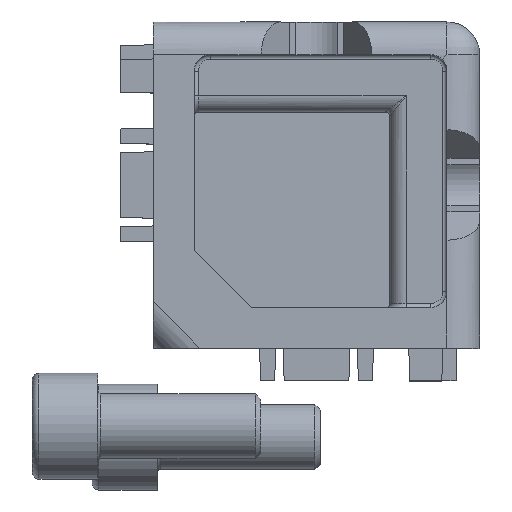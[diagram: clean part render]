
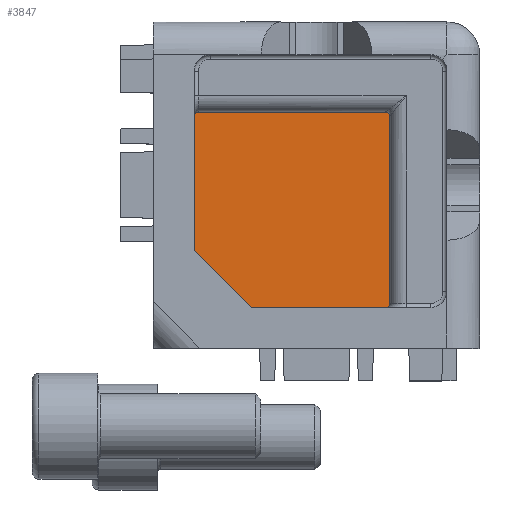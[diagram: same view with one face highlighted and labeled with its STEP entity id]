
A CAD part, top view. The second image highlights one B-rep face of the part: STEP entity #3847.
In plain terms, the highlighted planar face has unit normal (0, 0, 1).
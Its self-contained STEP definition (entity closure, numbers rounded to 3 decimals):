
#48 = VERTEX_POINT ( 'NONE', #2843 ) ;
#130 = LINE ( 'NONE', #2630, #2867 ) ;
#163 = ORIENTED_EDGE ( 'NONE', *, *, #6222, .F. ) ;
#218 = ORIENTED_EDGE ( 'NONE', *, *, #6252, .T. ) ;
#247 = DIRECTION ( 'NONE',  ( 1., 0., 0. ) ) ;
#265 = CARTESIAN_POINT ( 'NONE',  ( 8.5, 9., 5. ) ) ;
#269 = EDGE_CURVE ( 'NONE', #6452, #48, #6135, .T. ) ;
#476 = VECTOR ( 'NONE', #6100, 1000. ) ;
#650 = DIRECTION ( 'NONE',  ( 0., 0., 1. ) ) ;
#700 = CARTESIAN_POINT ( 'NONE',  ( 9., 9., 5. ) ) ;
#704 = CARTESIAN_POINT ( 'NONE',  ( -14.5, 9., 5. ) ) ;
#764 = CARTESIAN_POINT ( 'NONE',  ( -15., 5., 5. ) ) ;
#907 = VERTEX_POINT ( 'NONE', #4167 ) ;
#962 = DIRECTION ( 'NONE',  ( 0., -1., 0. ) ) ;
#1022 = CARTESIAN_POINT ( 'NONE',  ( 9., -14.5, 5. ) ) ;
#1076 = VERTEX_POINT ( 'NONE', #5676 ) ;
#1231 = DIRECTION ( 'NONE',  ( 1., 0., 0. ) ) ;
#1235 = DIRECTION ( 'NONE',  ( -1., 0., 0. ) ) ;
#1325 = VERTEX_POINT ( 'NONE', #265 ) ;
#1431 = ORIENTED_EDGE ( 'NONE', *, *, #5779, .T. ) ;
#1472 = EDGE_CURVE ( 'NONE', #4469, #1325, #6364, .T. ) ;
#1553 = CIRCLE ( 'NONE', #5726, 0.5 ) ;
#1661 = DIRECTION ( 'NONE',  ( 0., 0., 1. ) ) ;
#1794 = DIRECTION ( 'NONE',  ( 1., 0., 0. ) ) ;
#1828 = FACE_OUTER_BOUND ( 'NONE', #2483, .T. ) ;
#1902 = DIRECTION ( 'NONE',  ( 1., 0., 0. ) ) ;
#1904 = DIRECTION ( 'NONE',  ( 0., -1., 0. ) ) ;
#1923 = EDGE_CURVE ( 'NONE', #1076, #6043, #4823, .T. ) ;
#1998 = CIRCLE ( 'NONE', #4189, 0.5 ) ;
#2095 = LINE ( 'NONE', #6122, #3027 ) ;
#2126 = AXIS2_PLACEMENT_3D ( 'NONE', #5102, #1661, #1794 ) ;
#2483 = EDGE_LOOP ( 'NONE', ( #3544, #5812, #3888, #218, #3516, #5482, #4456, #1431, #5820, #5813, #163 ) ) ;
#2630 = CARTESIAN_POINT ( 'NONE',  ( 5., -20., 5. ) ) ;
#2681 = VERTEX_POINT ( 'NONE', #764 ) ;
#2686 = EDGE_CURVE ( 'NONE', #3265, #48, #2095, .T. ) ;
#2691 = CARTESIAN_POINT ( 'NONE',  ( -15., 9., 5. ) ) ;
#2822 = CARTESIAN_POINT ( 'NONE',  ( 5., -15., 5. ) ) ;
#2843 = CARTESIAN_POINT ( 'NONE',  ( -20., -20., 5. ) ) ;
#2867 = VECTOR ( 'NONE', #6188, 1000. ) ;
#2966 = EDGE_CURVE ( 'NONE', #2681, #907, #5936, .T. ) ;
#3027 = VECTOR ( 'NONE', #3767, 1000. ) ;
#3265 = VERTEX_POINT ( 'NONE', #6013 ) ;
#3341 = LINE ( 'NONE', #4125, #476 ) ;
#3480 = LINE ( 'NONE', #700, #3649 ) ;
#3516 = ORIENTED_EDGE ( 'NONE', *, *, #1472, .F. ) ;
#3544 = ORIENTED_EDGE ( 'NONE', *, *, #1923, .F. ) ;
#3649 = VECTOR ( 'NONE', #1904, 1000. ) ;
#3730 = CIRCLE ( 'NONE', #6310, 0.5 ) ;
#3767 = DIRECTION ( 'NONE',  ( -1., 0., 0. ) ) ;
#3847 = ADVANCED_FACE ( 'NONE', ( #1828 ), #3996, .T. ) ;
#3888 = ORIENTED_EDGE ( 'NONE', *, *, #5139, .F. ) ;
#3939 = VERTEX_POINT ( 'NONE', #1022 ) ;
#3974 = VECTOR ( 'NONE', #1902, 1000. ) ;
#3996 = PLANE ( 'NONE',  #2126 ) ;
#4104 = DIRECTION ( 'NONE',  ( 0., 0., 1. ) ) ;
#4125 = CARTESIAN_POINT ( 'NONE',  ( 5., 5., 5. ) ) ;
#4167 = CARTESIAN_POINT ( 'NONE',  ( -15., 8.5, 5. ) ) ;
#4189 = AXIS2_PLACEMENT_3D ( 'NONE', #6003, #650, #4925 ) ;
#4318 = EDGE_CURVE ( 'NONE', #4469, #907, #1553, .T. ) ;
#4361 = DIRECTION ( 'NONE',  ( 0., 0., 1. ) ) ;
#4425 = CARTESIAN_POINT ( 'NONE',  ( 8.5, 8.5, 5. ) ) ;
#4452 = VECTOR ( 'NONE', #1235, 1000. ) ;
#4456 = ORIENTED_EDGE ( 'NONE', *, *, #2966, .F. ) ;
#4469 = VERTEX_POINT ( 'NONE', #704 ) ;
#4525 = CARTESIAN_POINT ( 'NONE',  ( -15., -8., 5. ) ) ;
#4692 = CARTESIAN_POINT ( 'NONE',  ( -20., 5., 5. ) ) ;
#4823 = LINE ( 'NONE', #6629, #4452 ) ;
#4925 = DIRECTION ( 'NONE',  ( 1., 0., 0. ) ) ;
#5102 = CARTESIAN_POINT ( 'NONE',  ( 0., 0., 5. ) ) ;
#5132 = VECTOR ( 'NONE', #6642, 1000. ) ;
#5139 = EDGE_CURVE ( 'NONE', #6780, #3939, #3480, .T. ) ;
#5213 = CARTESIAN_POINT ( 'NONE',  ( -20., -20., 5. ) ) ;
#5472 = CARTESIAN_POINT ( 'NONE',  ( 9., 8.5, 5. ) ) ;
#5480 = CARTESIAN_POINT ( 'NONE',  ( -14.5, 8.5, 5. ) ) ;
#5482 = ORIENTED_EDGE ( 'NONE', *, *, #4318, .T. ) ;
#5676 = CARTESIAN_POINT ( 'NONE',  ( 8.5, -15., 5. ) ) ;
#5726 = AXIS2_PLACEMENT_3D ( 'NONE', #5480, #4104, #247 ) ;
#5779 = EDGE_CURVE ( 'NONE', #2681, #6452, #3341, .T. ) ;
#5812 = ORIENTED_EDGE ( 'NONE', *, *, #6762, .T. ) ;
#5813 = ORIENTED_EDGE ( 'NONE', *, *, #2686, .F. ) ;
#5820 = ORIENTED_EDGE ( 'NONE', *, *, #269, .T. ) ;
#5936 = LINE ( 'NONE', #4525, #5132 ) ;
#6003 = CARTESIAN_POINT ( 'NONE',  ( 8.5, -14.5, 5. ) ) ;
#6013 = CARTESIAN_POINT ( 'NONE',  ( 5., -20., 5. ) ) ;
#6043 = VERTEX_POINT ( 'NONE', #2822 ) ;
#6100 = DIRECTION ( 'NONE',  ( -1., 0., 0. ) ) ;
#6122 = CARTESIAN_POINT ( 'NONE',  ( 5., -20., 5. ) ) ;
#6135 = LINE ( 'NONE', #5213, #6736 ) ;
#6188 = DIRECTION ( 'NONE',  ( 0., -1., 0. ) ) ;
#6222 = EDGE_CURVE ( 'NONE', #6043, #3265, #130, .T. ) ;
#6252 = EDGE_CURVE ( 'NONE', #6780, #1325, #3730, .T. ) ;
#6310 = AXIS2_PLACEMENT_3D ( 'NONE', #4425, #4361, #1231 ) ;
#6364 = LINE ( 'NONE', #2691, #3974 ) ;
#6452 = VERTEX_POINT ( 'NONE', #4692 ) ;
#6629 = CARTESIAN_POINT ( 'NONE',  ( 9., -15., 5. ) ) ;
#6642 = DIRECTION ( 'NONE',  ( 0., 1., 0. ) ) ;
#6736 = VECTOR ( 'NONE', #962, 1000. ) ;
#6762 = EDGE_CURVE ( 'NONE', #1076, #3939, #1998, .T. ) ;
#6780 = VERTEX_POINT ( 'NONE', #5472 ) ;
